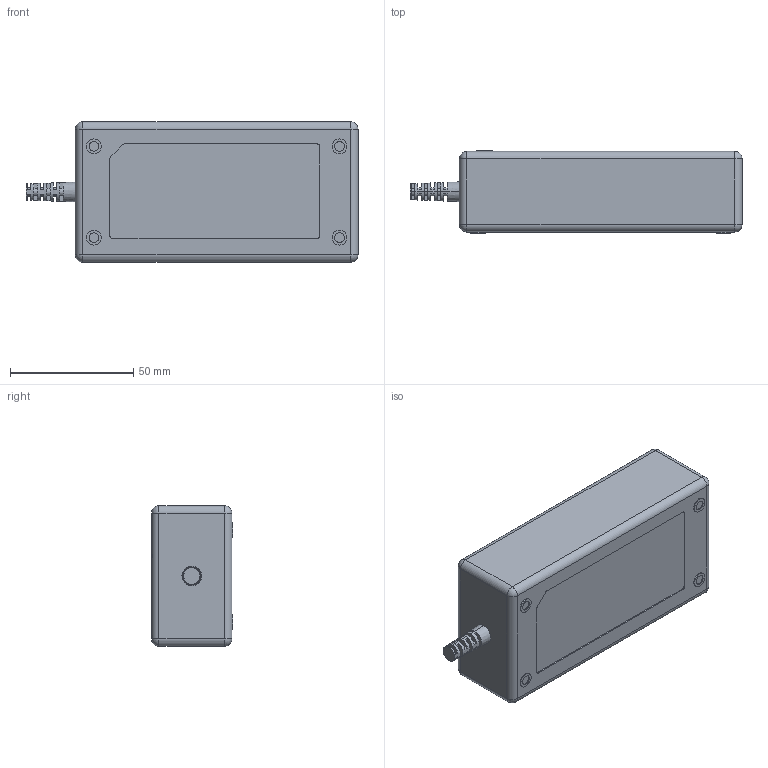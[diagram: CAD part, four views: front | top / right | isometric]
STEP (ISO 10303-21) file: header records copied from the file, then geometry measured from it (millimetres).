
FILE_DESCRIPTION (( 'STEP AP214' ), '1' );
FILE_NAME ('Power Supply Andeli F-12V6A.STEP', '2020-01-06T18:06:12', ( 'Usuario' ), ( '' ), 'SwSTEP 2.0', 'SolidWorks 2018', '' );
FILE_SCHEMA (( 'AUTOMOTIVE_DESIGN' ));
Length unit declared in the file: millimetre
Products named in the file (1): Power Supply Andeli F-12V6A
Bounding box: 134.5 x 33.2 x 57 mm (x, y, z)
Volume: 207519.5 mm3; surface area: 25101.9 mm2
Topology: 1 solids, 1 shells, 163 faces, 410 edges, 258 vertices
Faces by surface type: plane 90, cylinder 59, sphere 12, cone 2
Entity records: 5075 total; most frequent: CARTESIAN_POINT 984, DIRECTION 856, ORIENTED_EDGE 788, EDGE_CURVE 394, AXIS2_PLACEMENT_3D 326, VERTEX_POINT 254, LINE 204, VECTOR 204
